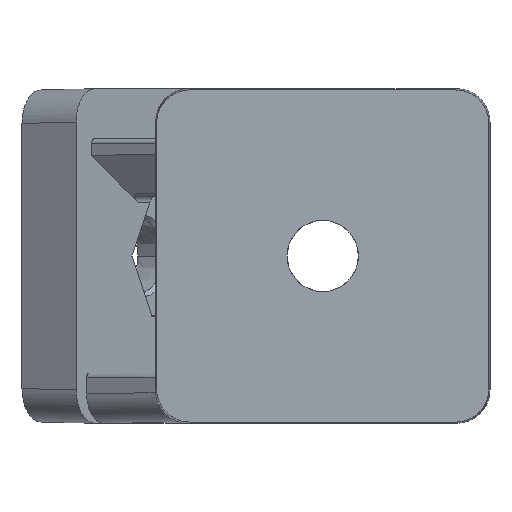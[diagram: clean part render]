
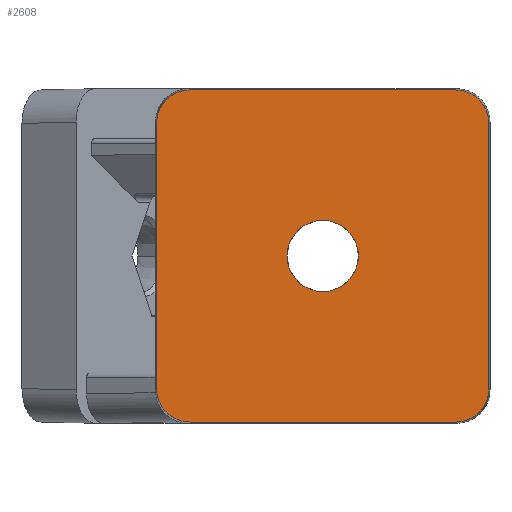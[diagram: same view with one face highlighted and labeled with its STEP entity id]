
A CAD part, front view. The second image highlights one B-rep face of the part: STEP entity #2608.
In plain terms, the highlighted planar face has unit normal (0, -1, 0).
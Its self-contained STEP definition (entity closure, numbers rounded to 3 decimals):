
#513=DIRECTION('',(-1.,0.,0.));
#514=VECTOR('',#513,31.722);
#515=CARTESIAN_POINT('',(15.861,-8.,19.86));
#516=LINE('',#515,#514);
#520=DIRECTION('',(0.,0.,1.));
#521=VECTOR('',#520,31.722);
#522=CARTESIAN_POINT('',(19.86,-8.,-15.861));
#523=LINE('',#522,#521);
#527=DIRECTION('',(1.,0.,0.));
#528=VECTOR('',#527,31.722);
#529=CARTESIAN_POINT('',(-15.861,-8.,-19.86));
#530=LINE('',#529,#528);
#534=DIRECTION('',(0.,0.,-1.));
#535=VECTOR('',#534,31.722);
#536=CARTESIAN_POINT('',(-19.86,-8.,15.861));
#537=LINE('',#536,#535);
#541=CARTESIAN_POINT('',(0.,-8.,0.));
#542=DIRECTION('',(0.,1.,0.));
#543=DIRECTION('',(-1.,0.,0.));
#544=AXIS2_PLACEMENT_3D('',#541,#542,#543);
#549=CARTESIAN_POINT('',(0.,-8.,0.));
#550=DIRECTION('',(0.,1.,0.));
#551=DIRECTION('',(0.,0.,-1.));
#552=AXIS2_PLACEMENT_3D('',#549,#550,#551);
#557=CARTESIAN_POINT('',(0.,-8.,0.));
#558=DIRECTION('',(0.,1.,0.));
#559=DIRECTION('',(1.,0.,0.));
#560=AXIS2_PLACEMENT_3D('',#557,#558,#559);
#925=CARTESIAN_POINT('',(15.861,-8.,19.86));
#926=CARTESIAN_POINT('',(16.194,-8.,19.86));
#927=CARTESIAN_POINT('',(16.782,-8.,19.782));
#928=CARTESIAN_POINT('',(17.771,-8.,19.438));
#929=CARTESIAN_POINT('',(18.745,-8.,18.745));
#930=CARTESIAN_POINT('',(19.438,-8.,17.771));
#931=CARTESIAN_POINT('',(19.782,-8.,16.782));
#932=CARTESIAN_POINT('',(19.86,-8.,16.194));
#933=CARTESIAN_POINT('',(19.86,-8.,15.861));
#972=CARTESIAN_POINT('',(19.86,-8.,-15.861));
#973=CARTESIAN_POINT('',(19.86,-8.,-16.194));
#974=CARTESIAN_POINT('',(19.782,-8.,-16.782));
#975=CARTESIAN_POINT('',(19.438,-8.,-17.771));
#976=CARTESIAN_POINT('',(18.745,-8.,-18.745));
#977=CARTESIAN_POINT('',(17.771,-8.,-19.438));
#978=CARTESIAN_POINT('',(16.782,-8.,-19.782));
#979=CARTESIAN_POINT('',(16.194,-8.,-19.86));
#980=CARTESIAN_POINT('',(15.861,-8.,-19.86));
#1019=CARTESIAN_POINT('',(-15.861,-8.,-19.86));
#1020=CARTESIAN_POINT('',(-16.194,-8.,-19.86));
#1021=CARTESIAN_POINT('',(-16.782,-8.,-19.782));
#1022=CARTESIAN_POINT('',(-17.771,-8.,-19.438));
#1023=CARTESIAN_POINT('',(-18.745,-8.,-18.745));
#1024=CARTESIAN_POINT('',(-19.438,-8.,-17.771));
#1025=CARTESIAN_POINT('',(-19.782,-8.,-16.782));
#1026=CARTESIAN_POINT('',(-19.86,-8.,-16.194));
#1027=CARTESIAN_POINT('',(-19.86,-8.,-15.861));
#1045=CARTESIAN_POINT('',(-19.86,-8.,15.861));
#1046=CARTESIAN_POINT('',(-19.86,-8.,16.194));
#1047=CARTESIAN_POINT('',(-19.782,-8.,16.782));
#1048=CARTESIAN_POINT('',(-19.438,-8.,17.771));
#1049=CARTESIAN_POINT('',(-18.745,-8.,18.745));
#1050=CARTESIAN_POINT('',(-17.771,-8.,19.438));
#1051=CARTESIAN_POINT('',(-16.782,-8.,19.782));
#1052=CARTESIAN_POINT('',(-16.194,-8.,19.86));
#1053=CARTESIAN_POINT('',(-15.861,-8.,19.86));
#2276=CARTESIAN_POINT('',(-4.26,-8.,0.));
#2277=CARTESIAN_POINT('',(4.26,-8.,0.));
#2278=VERTEX_POINT('',#2276);
#2279=VERTEX_POINT('',#2277);
#2284=VERTEX_POINT('',#1045);
#2285=VERTEX_POINT('',#1053);
#2288=VERTEX_POINT('',#972);
#2289=VERTEX_POINT('',#980);
#2290=CARTESIAN_POINT('',(-19.86,-8.,-15.861));
#2291=VERTEX_POINT('',#2290);
#2292=VERTEX_POINT('',#1019);
#2293=CARTESIAN_POINT('',(15.861,-8.,19.86));
#2294=VERTEX_POINT('',#2293);
#2295=CARTESIAN_POINT('',(0.,-8.,-4.26));
#2296=VERTEX_POINT('',#2295);
#2385=CARTESIAN_POINT('',(19.86,-8.,15.861));
#2386=VERTEX_POINT('',#2385);
#2578=CARTESIAN_POINT('',(-25.,-8.,25.));
#2579=DIRECTION('',(0.,1.,0.));
#2580=DIRECTION('',(0.,0.,1.));
#2581=AXIS2_PLACEMENT_3D('',#2578,#2579,#2580);
#2582=PLANE('',#2581);
#2584=ORIENTED_EDGE('',*,*,#2583,.F.);
#2586=ORIENTED_EDGE('',*,*,#2585,.T.);
#2588=ORIENTED_EDGE('',*,*,#2587,.F.);
#2590=ORIENTED_EDGE('',*,*,#2589,.T.);
#2592=ORIENTED_EDGE('',*,*,#2591,.F.);
#2594=ORIENTED_EDGE('',*,*,#2593,.T.);
#2595=ORIENTED_EDGE('',*,*,#2568,.F.);
#2597=ORIENTED_EDGE('',*,*,#2596,.T.);
#2598=EDGE_LOOP('',(#2584,#2586,#2588,#2590,#2592,#2594,#2595,#2597));
#2599=FACE_OUTER_BOUND('',#2598,.F.);
#2601=ORIENTED_EDGE('',*,*,#2600,.F.);
#2603=ORIENTED_EDGE('',*,*,#2602,.F.);
#2605=ORIENTED_EDGE('',*,*,#2604,.F.);
#2606=EDGE_LOOP('',(#2601,#2603,#2605));
#2607=FACE_BOUND('',#2606,.F.);
#545=CIRCLE('',#544,4.26);
#553=CIRCLE('',#552,4.26);
#561=CIRCLE('',#560,4.26);
#934=B_SPLINE_CURVE_WITH_KNOTS('',3,(#925,#926,#927,#928,#929,#930,#931,#932,
#933),.UNSPECIFIED.,.F.,.F.,(4,1,1,1,1,1,4),(0.,0.125,0.25,0.5,0.75,
0.875,1.),.UNSPECIFIED.);
#981=B_SPLINE_CURVE_WITH_KNOTS('',3,(#972,#973,#974,#975,#976,#977,#978,#979,
#980),.UNSPECIFIED.,.F.,.F.,(4,1,1,1,1,1,4),(0.,0.125,0.25,0.5,0.75,
0.875,1.),.UNSPECIFIED.);
#1028=B_SPLINE_CURVE_WITH_KNOTS('',3,(#1019,#1020,#1021,#1022,#1023,#1024,#1025,
#1026,#1027),.UNSPECIFIED.,.F.,.F.,(4,1,1,1,1,1,4),(0.,0.125,0.25,0.5,
0.75,0.875,1.),.UNSPECIFIED.);
#1054=B_SPLINE_CURVE_WITH_KNOTS('',3,(#1045,#1046,#1047,#1048,#1049,#1050,#1051,
#1052,#1053),.UNSPECIFIED.,.F.,.F.,(4,1,1,1,1,1,4),(0.,0.125,0.25,0.5,
0.75,0.875,1.),.UNSPECIFIED.);
#2568=EDGE_CURVE('',#2284,#2291,#537,.T.);
#2583=EDGE_CURVE('',#2294,#2285,#516,.T.);
#2585=EDGE_CURVE('',#2294,#2386,#934,.T.);
#2587=EDGE_CURVE('',#2288,#2386,#523,.T.);
#2589=EDGE_CURVE('',#2288,#2289,#981,.T.);
#2591=EDGE_CURVE('',#2292,#2289,#530,.T.);
#2593=EDGE_CURVE('',#2292,#2291,#1028,.T.);
#2596=EDGE_CURVE('',#2284,#2285,#1054,.T.);
#2600=EDGE_CURVE('',#2278,#2279,#545,.T.);
#2602=EDGE_CURVE('',#2296,#2278,#553,.T.);
#2604=EDGE_CURVE('',#2279,#2296,#561,.T.);
#2608=ADVANCED_FACE('',(#2599,#2607),#2582,.F.);
